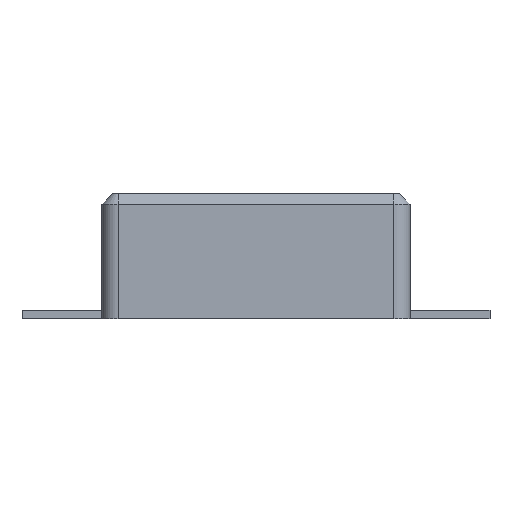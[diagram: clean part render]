
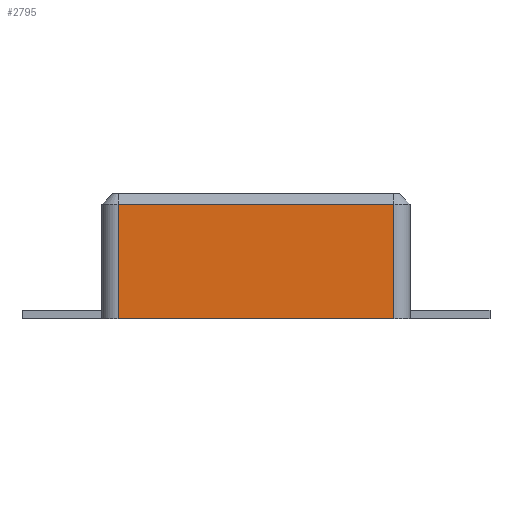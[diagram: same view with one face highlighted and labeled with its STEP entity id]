
A CAD part, left-side view. The second image highlights one B-rep face of the part: STEP entity #2795.
In plain terms, the highlighted planar face has unit normal (-1, 0, 0).
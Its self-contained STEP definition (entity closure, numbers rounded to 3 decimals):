
#12=DIRECTION('',(0.,0.,1.));
#61=VECTOR('',#12,1.);
#79=VECTOR('',#80,1.);
#80=DIRECTION('',(0.,-1.,0.));
#83=DIRECTION('',(1.,0.,0.));
#1267=VERTEX_POINT('',#1268);
#1268=CARTESIAN_POINT('',(-2.725,1.265,0.));
#1273=ORIENTED_EDGE('',*,*,#1274,.T.);
#1274=EDGE_CURVE('',#1267,#1275,#1277,.T.);
#1275=VERTEX_POINT('',#1276);
#1276=CARTESIAN_POINT('',(-2.725,1.265,1.05));
#1277=LINE('',#1268,#61);
#1293=VERTEX_POINT('',#1294);
#1294=CARTESIAN_POINT('',(-2.725,-1.265,0.));
#1298=ORIENTED_EDGE('',*,*,#1299,.F.);
#1299=EDGE_CURVE('',#1267,#1293,#1300,.T.);
#1300=LINE('',#1301,#79);
#1301=CARTESIAN_POINT('',(-2.725,1.415,0.));
#2795=ADVANCED_FACE('',(#2796),#2806,.F.);
#2796=FACE_BOUND('',#2797,.F.);
#2797=EDGE_LOOP('',(#1273,#2798,#2803,#1298));
#2798=ORIENTED_EDGE('',*,*,#2799,.T.);
#2799=EDGE_CURVE('',#1275,#2800,#2802,.T.);
#2800=VERTEX_POINT('',#2801);
#2801=CARTESIAN_POINT('',(-2.725,-1.265,1.05));
#2802=LINE('',#1276,#79);
#2803=ORIENTED_EDGE('',*,*,#2804,.F.);
#2804=EDGE_CURVE('',#1293,#2800,#2805,.T.);
#2805=LINE('',#1294,#61);
#2806=PLANE('',#2807);
#2807=AXIS2_PLACEMENT_3D('',#1301,#83,#80);
